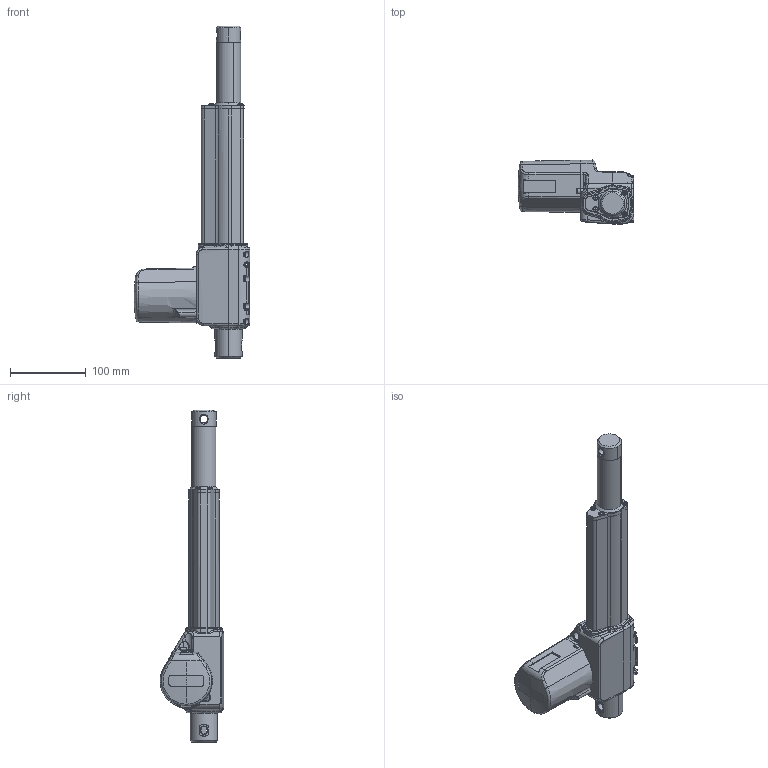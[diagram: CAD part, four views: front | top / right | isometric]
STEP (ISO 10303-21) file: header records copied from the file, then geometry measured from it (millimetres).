
FILE_DESCRIPTION (( 'STEP AP203' ), '1' );
FILE_NAME ('TA10.STEP', '2013-12-19T02:37:08', ( '' ), ( '' ), 'SwSTEP 2.0', 'SolidWorks 2010', '' );
FILE_SCHEMA (( 'CONFIG_CONTROL_DESIGN' ));
Length unit declared in the file: millimetre
Products named in the file (1): TA10
Bounding box: 152.36 x 84.2 x 436.85 mm (x, y, z)
Surface area: 138114.3 mm2 (no closed solid volume)
Topology: 0 solids, 34 shells, 652 faces, 2198 edges, 1522 vertices
Faces by surface type: plane 190, cylinder 185, bspline 159, torus 60, cone 54, sphere 4
Entity records: 38821 total; most frequent: CARTESIAN_POINT 21941, ORIENTED_EDGE 3484, DIRECTION 2946, EDGE_CURVE 2187, VERTEX_POINT 1522, AXIS2_PLACEMENT_3D 1077, VECTOR 792, LINE 792
